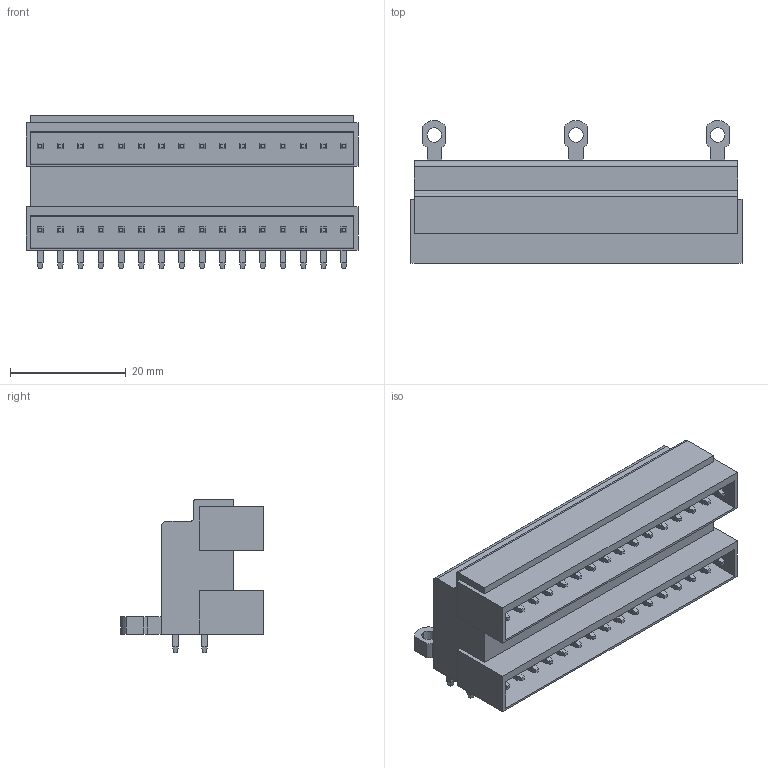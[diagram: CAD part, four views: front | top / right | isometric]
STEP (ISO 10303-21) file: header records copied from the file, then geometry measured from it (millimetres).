
FILE_DESCRIPTION(('CATIA V5 STEP Exchange','CAx-IF Rec.Pracs.--- Model Styling and Organization---1.2---2011-12-15'),'2;1');
FILE_NAME ('D1453955_0_1633720000_1633720000.stp','2018-11-10T07:47:39+00:00',('none'),('Weidmueller'),'CATIA Version 5-6 Release 2014','CATIA V5 STEP AP214','none');
FILE_SCHEMA(('AUTOMOTIVE_DESIGN { 1 0 10303 214 1 1 1 1 }'));
Length unit declared in the file: millimetre
Products named in the file (1): 1633720000
Bounding box: 57.4 x 24.7 x 26.5 mm (x, y, z)
Volume: 15209.7 mm3; surface area: 13348.8 mm2
Topology: 33 solids, 33 shells, 772 faces, 1856 edges, 1152 vertices
Faces by surface type: plane 751, cylinder 21
Entity records: 18988 total; most frequent: ORIENTED_EDGE 3712, CARTESIAN_POINT 3536, DIRECTION 2142, EDGE_CURVE 1856, VECTOR 1558, LINE 1558, VERTEX_POINT 1152, EDGE_LOOP 844
